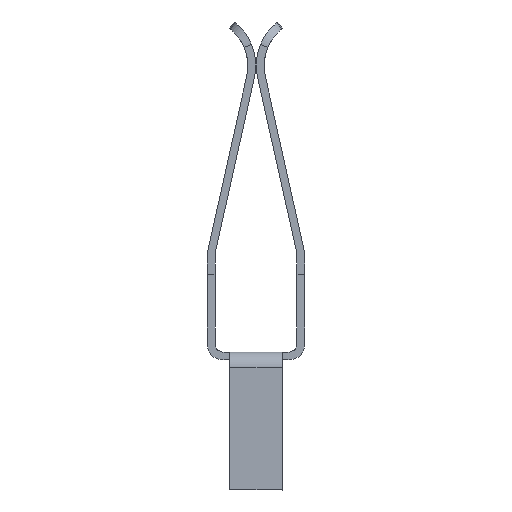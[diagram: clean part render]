
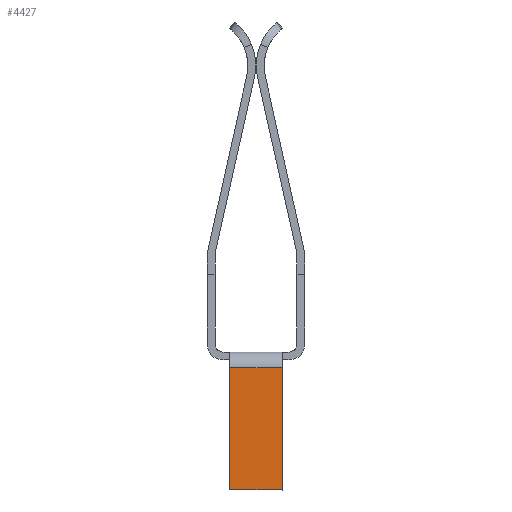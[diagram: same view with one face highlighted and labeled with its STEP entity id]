
A CAD part, left-side view. The second image highlights one B-rep face of the part: STEP entity #4427.
In plain terms, the highlighted planar face has unit normal (-1, 0, 0).
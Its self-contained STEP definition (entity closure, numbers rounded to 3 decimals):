
#315=FACE_OUTER_BOUND('',#595,.T.);
#595=EDGE_LOOP('',(#2942,#2943,#2944,#2945,#2946));
#892=LINE('',#6243,#1372);
#893=LINE('',#6246,#1373);
#901=LINE('',#6276,#1381);
#902=LINE('',#6278,#1382);
#903=LINE('',#6279,#1383);
#1372=VECTOR('',#5082,10.);
#1373=VECTOR('',#5085,10.);
#1381=VECTOR('',#5099,10.);
#1382=VECTOR('',#5100,10.);
#1383=VECTOR('',#5101,10.);
#1844=VERTEX_POINT('',#6236);
#1847=VERTEX_POINT('',#6241);
#1848=VERTEX_POINT('',#6245);
#1855=VERTEX_POINT('',#6275);
#1856=VERTEX_POINT('',#6277);
#2248=EDGE_CURVE('',#1844,#1847,#892,.T.);
#2249=EDGE_CURVE('',#1848,#1844,#893,.T.);
#2260=EDGE_CURVE('',#1847,#1855,#901,.T.);
#2261=EDGE_CURVE('',#1856,#1855,#902,.T.);
#2262=EDGE_CURVE('',#1848,#1856,#903,.T.);
#2942=ORIENTED_EDGE('',*,*,#2249,.T.);
#2943=ORIENTED_EDGE('',*,*,#2248,.T.);
#2944=ORIENTED_EDGE('',*,*,#2260,.T.);
#2945=ORIENTED_EDGE('',*,*,#2261,.F.);
#2946=ORIENTED_EDGE('',*,*,#2262,.F.);
#4241=PLANE('',#4721);
#4427=ADVANCED_FACE('',(#315),#4241,.T.);
#4721=AXIS2_PLACEMENT_3D('',#6274,#5097,#5098);
#5082=DIRECTION('',(0.,0.,-1.));
#5085=DIRECTION('',(0.,1.,0.));
#5097=DIRECTION('center_axis',(-1.,0.,0.));
#5098=DIRECTION('ref_axis',(0.,0.,1.));
#5099=DIRECTION('',(0.,-1.,0.));
#5100=DIRECTION('',(0.,1.,0.));
#5101=DIRECTION('',(0.,0.,-1.));
#6236=CARTESIAN_POINT('',(-17.47,0.5,-0.15));
#6241=CARTESIAN_POINT('',(-17.47,0.5,-2.48));
#6243=CARTESIAN_POINT('',(-17.47,0.5,0.695));
#6245=CARTESIAN_POINT('',(-17.47,-0.5,-0.15));
#6246=CARTESIAN_POINT('',(-17.47,0.,-0.15));
#6274=CARTESIAN_POINT('Origin',(-17.47,0.,
7.44));
#6275=CARTESIAN_POINT('',(-17.47,0.,-2.48));
#6276=CARTESIAN_POINT('',(-17.47,0.5,-2.48));
#6277=CARTESIAN_POINT('',(-17.47,-0.5,-2.48));
#6278=CARTESIAN_POINT('',(-17.47,-0.5,-2.48));
#6279=CARTESIAN_POINT('',(-17.47,-0.5,0.695));
